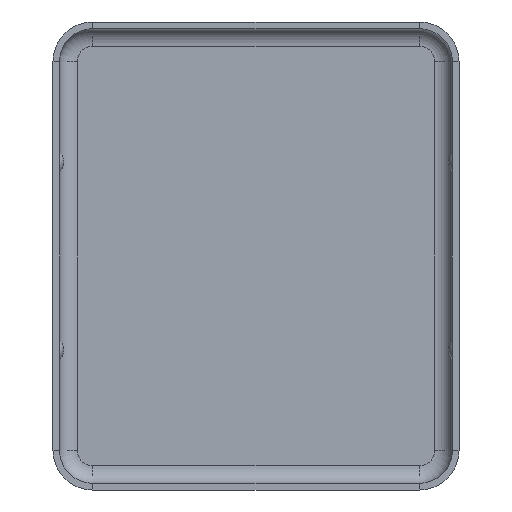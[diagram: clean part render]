
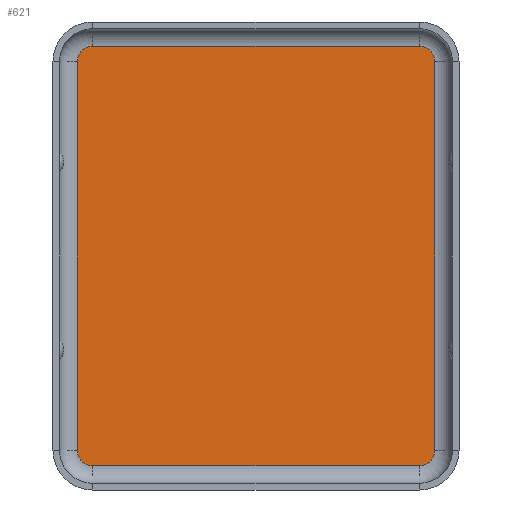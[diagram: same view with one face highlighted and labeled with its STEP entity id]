
A CAD part, front view. The second image highlights one B-rep face of the part: STEP entity #621.
In plain terms, the highlighted planar face has unit normal (0, -1, 0).
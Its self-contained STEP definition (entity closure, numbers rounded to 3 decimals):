
#14 = LINE ( 'NONE', #1052, #774 ) ;
#29 = CARTESIAN_POINT ( 'NONE',  ( 7.4, 0., -8.8 ) ) ;
#47 = ORIENTED_EDGE ( 'NONE', *, *, #103, .T. ) ;
#70 = ORIENTED_EDGE ( 'NONE', *, *, #481, .T. ) ;
#74 = CARTESIAN_POINT ( 'NONE',  ( 7.4, 0., 8.8 ) ) ;
#75 = CARTESIAN_POINT ( 'NONE',  ( 7.4, 0., -9.5 ) ) ;
#85 = CARTESIAN_POINT ( 'NONE',  ( -7.4, 0., -8.8 ) ) ;
#92 = LINE ( 'NONE', #858, #367 ) ;
#103 = EDGE_CURVE ( 'NONE', #734, #452, #584, .T. ) ;
#113 = LINE ( 'NONE', #159, #1181 ) ;
#126 = EDGE_CURVE ( 'NONE', #720, #352, #509, .T. ) ;
#127 = VECTOR ( 'NONE', #936, 1000. ) ;
#159 = CARTESIAN_POINT ( 'NONE',  ( 8.1, 0., 0. ) ) ;
#160 = DIRECTION ( 'NONE',  ( 0., -1., 0. ) ) ;
#195 = DIRECTION ( 'NONE',  ( 0., 0., 1. ) ) ;
#224 = EDGE_CURVE ( 'NONE', #953, #1087, #1477, .T. ) ;
#237 = ORIENTED_EDGE ( 'NONE', *, *, #406, .F. ) ;
#250 = LINE ( 'NONE', #75, #127 ) ;
#298 = VERTEX_POINT ( 'NONE', #616 ) ;
#318 = ORIENTED_EDGE ( 'NONE', *, *, #808, .F. ) ;
#352 = VERTEX_POINT ( 'NONE', #355 ) ;
#355 = CARTESIAN_POINT ( 'NONE',  ( 7.4, 0., 9.5 ) ) ;
#357 = EDGE_LOOP ( 'NONE', ( #496, #318, #237, #570, #1600, #696, #70, #47 ) ) ;
#367 = VECTOR ( 'NONE', #844, 1000. ) ;
#397 = CARTESIAN_POINT ( 'NONE',  ( -8.1, 0., -8.8 ) ) ;
#406 = EDGE_CURVE ( 'NONE', #720, #298, #113, .T. ) ;
#428 = CARTESIAN_POINT ( 'NONE',  ( 7.4, 0., -8.8 ) ) ;
#452 = VERTEX_POINT ( 'NONE', #1125 ) ;
#481 = EDGE_CURVE ( 'NONE', #953, #734, #14, .T. ) ;
#496 = ORIENTED_EDGE ( 'NONE', *, *, #711, .F. ) ;
#509 = CIRCLE ( 'NONE', #1289, 0.7 ) ;
#520 = DIRECTION ( 'NONE',  ( 0., 0., 1. ) ) ;
#562 = CARTESIAN_POINT ( 'NONE',  ( -7.4, 0., 8.8 ) ) ;
#570 = ORIENTED_EDGE ( 'NONE', *, *, #126, .T. ) ;
#584 = CIRCLE ( 'NONE', #860, 0.7 ) ;
#590 = AXIS2_PLACEMENT_3D ( 'NONE', #428, #160, #1035 ) ;
#614 = AXIS2_PLACEMENT_3D ( 'NONE', #29, #1387, #520 ) ;
#616 = CARTESIAN_POINT ( 'NONE',  ( 8.1, 0., -8.8 ) ) ;
#621 = ADVANCED_FACE ( 'NONE', ( #1338 ), #1431, .T. ) ;
#696 = ORIENTED_EDGE ( 'NONE', *, *, #224, .F. ) ;
#706 = DIRECTION ( 'NONE',  ( 0., 0., -1. ) ) ;
#711 = EDGE_CURVE ( 'NONE', #1584, #452, #250, .T. ) ;
#720 = VERTEX_POINT ( 'NONE', #1064 ) ;
#734 = VERTEX_POINT ( 'NONE', #397 ) ;
#774 = VECTOR ( 'NONE', #801, 1000. ) ;
#801 = DIRECTION ( 'NONE',  ( 0., 0., -1. ) ) ;
#808 = EDGE_CURVE ( 'NONE', #298, #1584, #1095, .T. ) ;
#844 = DIRECTION ( 'NONE',  ( -1., 0., 0. ) ) ;
#858 = CARTESIAN_POINT ( 'NONE',  ( 7.4, 0., 9.5 ) ) ;
#860 = AXIS2_PLACEMENT_3D ( 'NONE', #85, #1310, #195 ) ;
#878 = AXIS2_PLACEMENT_3D ( 'NONE', #562, #1452, #706 ) ;
#936 = DIRECTION ( 'NONE',  ( -1., 0., 0. ) ) ;
#953 = VERTEX_POINT ( 'NONE', #1314 ) ;
#1035 = DIRECTION ( 'NONE',  ( 0., 0., -1. ) ) ;
#1036 = CARTESIAN_POINT ( 'NONE',  ( 7.4, 0., -9.5 ) ) ;
#1052 = CARTESIAN_POINT ( 'NONE',  ( -8.1, 0., 0. ) ) ;
#1064 = CARTESIAN_POINT ( 'NONE',  ( 8.1, 0., 8.8 ) ) ;
#1087 = VERTEX_POINT ( 'NONE', #1405 ) ;
#1095 = CIRCLE ( 'NONE', #614, 0.7 ) ;
#1125 = CARTESIAN_POINT ( 'NONE',  ( -7.4, 0., -9.5 ) ) ;
#1181 = VECTOR ( 'NONE', #1394, 1000. ) ;
#1251 = EDGE_CURVE ( 'NONE', #352, #1087, #92, .T. ) ;
#1289 = AXIS2_PLACEMENT_3D ( 'NONE', #74, #1568, #1448 ) ;
#1310 = DIRECTION ( 'NONE',  ( 0., -1., 0. ) ) ;
#1314 = CARTESIAN_POINT ( 'NONE',  ( -8.1, 0., 8.8 ) ) ;
#1338 = FACE_OUTER_BOUND ( 'NONE', #357, .T. ) ;
#1387 = DIRECTION ( 'NONE',  ( 0., 1., 0. ) ) ;
#1394 = DIRECTION ( 'NONE',  ( 0., 0., -1. ) ) ;
#1405 = CARTESIAN_POINT ( 'NONE',  ( -7.4, 0., 9.5 ) ) ;
#1431 = PLANE ( 'NONE',  #590 ) ;
#1448 = DIRECTION ( 'NONE',  ( 0., 0., -1. ) ) ;
#1452 = DIRECTION ( 'NONE',  ( 0., 1., 0. ) ) ;
#1477 = CIRCLE ( 'NONE', #878, 0.7 ) ;
#1568 = DIRECTION ( 'NONE',  ( 0., -1., 0. ) ) ;
#1584 = VERTEX_POINT ( 'NONE', #1036 ) ;
#1600 = ORIENTED_EDGE ( 'NONE', *, *, #1251, .T. ) ;
